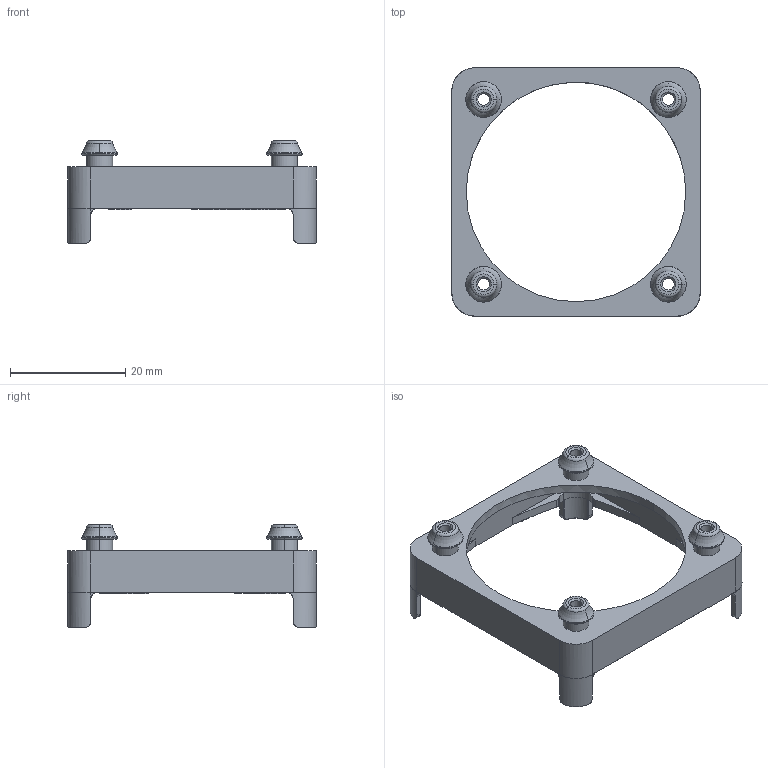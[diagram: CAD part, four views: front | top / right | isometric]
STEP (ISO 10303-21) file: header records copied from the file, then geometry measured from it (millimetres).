
FILE_DESCRIPTION((''),'2;1');
FILE_NAME('LM-40-40-20-F.stp','2008-02-18T00:59:33',(''),(''),'Mechanical Desktop.R8.0.24.0','Mechanical Desktop.R8.0.24.0',', , ');
FILE_SCHEMA(('CONFIG_CONTROL_DESIGN'));
Length unit declared in the file: millimetre
Products named in the file (2): LM-40-40-20-F OVA; LM-40-40-20-F OV
Assembly tree (1 placements, depth 2):
  LM-40-40-20-F OVA
    LM-40-40-20-F OV
Bounding box: 43 x 43 x 17.75 mm (x, y, z)
Volume: 2980.2 mm3; surface area: 4686.4 mm2
Topology: 1 solids, 1 shells, 1248 faces, 3471 edges, 2280 vertices
Faces by surface type: bspline 774, plane 288, cylinder 126, torus 36, sphere 16, cone 8
Entity records: 46031 total; most frequent: CARTESIAN_POINT 19184, ORIENTED_EDGE 6890, EDGE_CURVE 3445, DIRECTION 3186, VERTEX_POINT 2271, B_SPLINE_CURVE_WITH_KNOTS 1564, VECTOR 1528, LINE 1528
